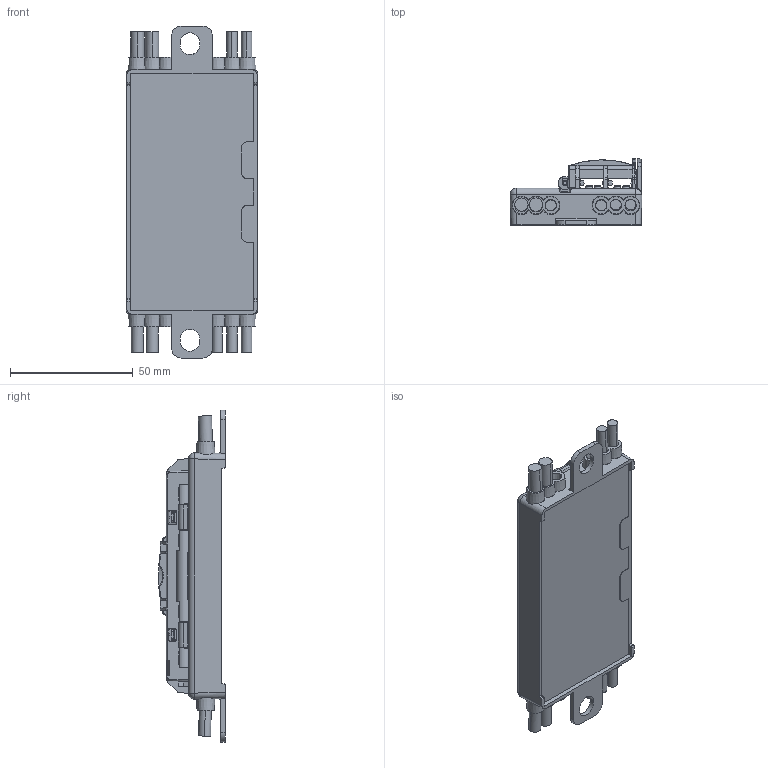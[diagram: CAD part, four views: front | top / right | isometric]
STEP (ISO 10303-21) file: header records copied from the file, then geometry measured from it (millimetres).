
FILE_DESCRIPTION((''),'2;1');
FILE_NAME('CAD-7080_SW0001','2020-10-26T11:07:14',('creinig-se'),(''),'CREO PARAMETRIC BY PTC INC, 2019292','CREO PARAMETRIC BY PTC INC, 2019292','');
FILE_SCHEMA(('CONFIG_CONTROL_DESIGN','SHAPE_APPEARANCE_LAYERS_GROUPS'));
Products named in the file (1): CAD-7080_SW0001
Bounding box: 53.87 x 27.15 x 135.5 mm (x, y, z)
Volume: 83031.9 mm3; surface area: 41877.1 mm2
Topology: 1 solids, 1 shells, 1481 faces, 4094 edges, 2613 vertices
Faces by surface type: plane 793, cylinder 398, cone 109, torus 80, bspline 72, sphere 29
Entity records: 62823 total; most frequent: CARTESIAN_POINT 15857, ORIENTED_EDGE 8180, DIRECTION 6840, EDGE_CURVE 4090, VERTEX_POINT 2613, VECTOR 2582, LINE 2582, AXIS2_PLACEMENT_3D 2129
